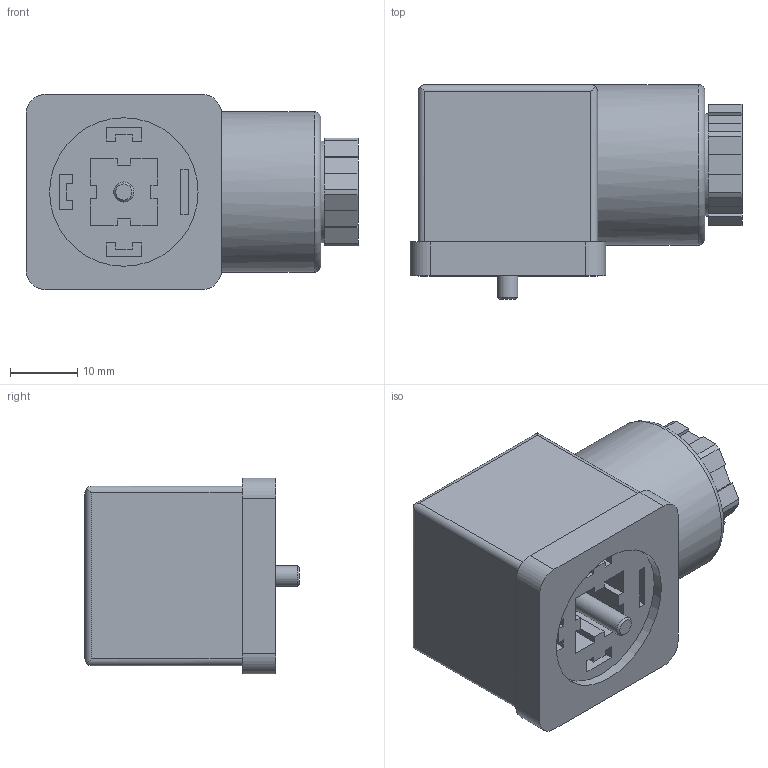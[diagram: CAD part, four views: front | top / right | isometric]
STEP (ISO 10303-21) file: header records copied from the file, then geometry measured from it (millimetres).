
FILE_DESCRIPTION(/* description */ ('STEP AP214'),/* implementation_level */ '2;1');
FILE_NAME(/* name */ '171157_MSSD-C-4P',/* time_stamp */ '2024-09-11T20:19:15+02:00',/* author */ ('License CC BY-ND 4.0'),/* organization */ ('CADENAS'),/* preprocessor_version */ 'ST-DEVELOPER v19.3',/* originating_system */ 'PARTsolutions',/* authorisation */ ' ');
FILE_SCHEMA (('AUTOMOTIVE_DESIGN {1 0 10303 214 3 1 1}'));
Length unit declared in the file: millimetre
Products named in the file (1): 171157 MSSD-C-4P---(0)
Bounding box: 49.2 x 31.85 x 29 mm (x, y, z)
Volume: 26456.2 mm3; surface area: 8141.1 mm2
Topology: 1 solids, 1 shells, 165 faces, 438 edges, 287 vertices
Faces by surface type: plane 131, cylinder 30, cone 2, torus 2
Full cylindrical faces by diameter (mm): 3 x1, 6.6 x1, 7 x1, 11 x1, 15.2 x1, 22 x1, 23.8 x1
Entity records: 6175 total; most frequent: CARTESIAN_POINT 894, ORIENTED_EDGE 846, DIRECTION 834, EDGE_CURVE 423, LINE 338, VECTOR 338, VERTEX_POINT 282, AXIS2_PLACEMENT_3D 248
